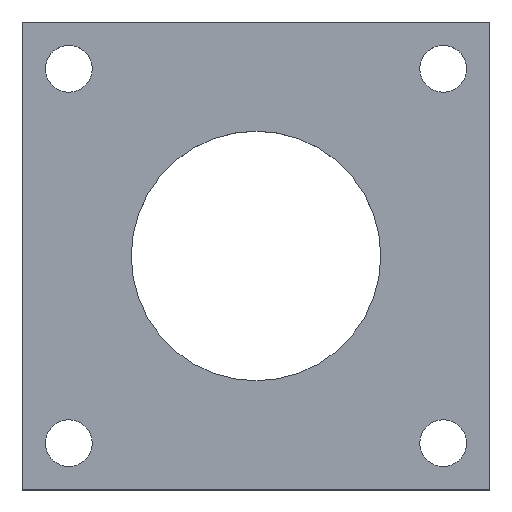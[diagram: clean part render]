
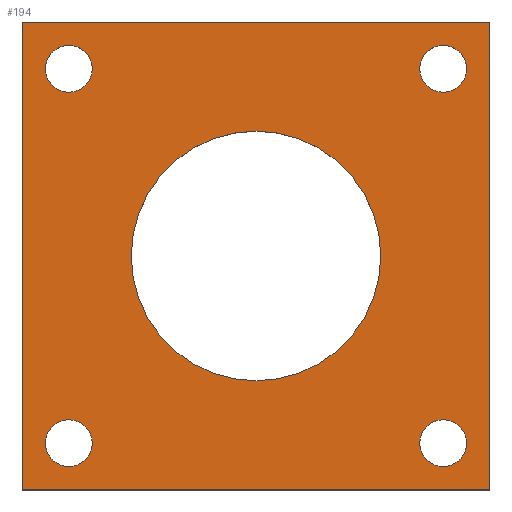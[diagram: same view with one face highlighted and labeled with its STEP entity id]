
A CAD part, top view. The second image highlights one B-rep face of the part: STEP entity #194.
In plain terms, the highlighted planar face has unit normal (0, 0, 1).
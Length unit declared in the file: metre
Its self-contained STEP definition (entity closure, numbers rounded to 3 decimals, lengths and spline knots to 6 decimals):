
#21=LINE('',#321,#33);
#22=LINE('',#324,#34);
#23=LINE('',#326,#35);
#24=LINE('',#328,#36);
#33=VECTOR('',#264,1.);
#34=VECTOR('',#265,1.);
#35=VECTOR('',#266,1.);
#36=VECTOR('',#267,1.);
#50=ORIENTED_EDGE('',*,*,#94,.T.);
#51=ORIENTED_EDGE('',*,*,#95,.F.);
#52=ORIENTED_EDGE('',*,*,#96,.F.);
#53=ORIENTED_EDGE('',*,*,#97,.T.);
#54=ORIENTED_EDGE('',*,*,#98,.T.);
#55=ORIENTED_EDGE('',*,*,#99,.F.);
#56=ORIENTED_EDGE('',*,*,#100,.F.);
#57=ORIENTED_EDGE('',*,*,#101,.T.);
#58=ORIENTED_EDGE('',*,*,#102,.T.);
#94=EDGE_CURVE('',#116,#116,#130,.T.);
#95=EDGE_CURVE('',#117,#117,#131,.T.);
#96=EDGE_CURVE('',#118,#118,#132,.T.);
#97=EDGE_CURVE('',#119,#120,#21,.T.);
#98=EDGE_CURVE('',#120,#121,#22,.T.);
#99=EDGE_CURVE('',#122,#121,#23,.T.);
#100=EDGE_CURVE('',#119,#122,#24,.T.);
#101=EDGE_CURVE('',#123,#123,#133,.T.);
#102=EDGE_CURVE('',#124,#124,#134,.T.);
#116=VERTEX_POINT('',#316);
#117=VERTEX_POINT('',#318);
#118=VERTEX_POINT('',#320);
#119=VERTEX_POINT('',#322);
#120=VERTEX_POINT('',#323);
#121=VERTEX_POINT('',#325);
#122=VERTEX_POINT('',#327);
#123=VERTEX_POINT('',#330);
#124=VERTEX_POINT('',#332);
#130=CIRCLE('',#224,0.008);
#131=CIRCLE('',#225,0.0015);
#132=CIRCLE('',#226,0.0015);
#133=CIRCLE('',#227,0.0015);
#134=CIRCLE('',#228,0.0015);
#141=EDGE_LOOP('',(#50));
#142=EDGE_LOOP('',(#51));
#143=EDGE_LOOP('',(#52));
#144=EDGE_LOOP('',(#53,#54,#55,#56));
#145=EDGE_LOOP('',(#57));
#146=EDGE_LOOP('',(#58));
#167=FACE_BOUND('',#141,.T.);
#168=FACE_BOUND('',#142,.T.);
#169=FACE_BOUND('',#143,.T.);
#170=FACE_BOUND('',#144,.T.);
#171=FACE_BOUND('',#145,.T.);
#172=FACE_BOUND('',#146,.T.);
#188=PLANE('',#223);
#194=ADVANCED_FACE('',(#167,#168,#169,#170,#171,#172),#188,.F.);
#223=AXIS2_PLACEMENT_3D('',#314,#256,#257);
#224=AXIS2_PLACEMENT_3D('',#315,#258,#259);
#225=AXIS2_PLACEMENT_3D('',#317,#260,#261);
#226=AXIS2_PLACEMENT_3D('',#319,#262,#263);
#227=AXIS2_PLACEMENT_3D('',#329,#268,#269);
#228=AXIS2_PLACEMENT_3D('',#331,#270,#271);
#256=DIRECTION('',(0.,0.,-1.));
#257=DIRECTION('',(1.,0.,0.));
#258=DIRECTION('',(0.,0.,-1.));
#259=DIRECTION('',(-1.,0.,0.));
#260=DIRECTION('',(0.,0.,1.));
#261=DIRECTION('',(-1.,0.,0.));
#262=DIRECTION('',(0.,0.,1.));
#263=DIRECTION('',(-1.,0.,0.));
#264=DIRECTION('',(0.,-1.,0.));
#265=DIRECTION('',(1.,0.,0.));
#266=DIRECTION('',(0.,-1.,0.));
#267=DIRECTION('',(1.,0.,0.));
#268=DIRECTION('',(0.,0.,-1.));
#269=DIRECTION('',(-1.,0.,0.));
#270=DIRECTION('',(0.,0.,-1.));
#271=DIRECTION('',(-1.,0.,0.));
#314=CARTESIAN_POINT('',(0.,-0.0324,0.5));
#315=CARTESIAN_POINT('',(0.,-0.0324,0.5));
#316=CARTESIAN_POINT('',(-0.008,-0.0324,0.5));
#317=CARTESIAN_POINT('',(-0.012,-0.0204,0.5));
#318=CARTESIAN_POINT('',(-0.0135,-0.0204,0.5));
#319=CARTESIAN_POINT('',(0.012,-0.0444,0.5));
#320=CARTESIAN_POINT('',(0.0105,-0.0444,0.5));
#321=CARTESIAN_POINT('',(-0.015,-0.0324,0.5));
#322=CARTESIAN_POINT('',(-0.015,-0.0174,0.5));
#323=CARTESIAN_POINT('',(-0.015,-0.0474,0.5));
#324=CARTESIAN_POINT('',(0.,-0.0474,0.5));
#325=CARTESIAN_POINT('',(0.015,-0.0474,0.5));
#326=CARTESIAN_POINT('',(0.015,-0.0324,0.5));
#327=CARTESIAN_POINT('',(0.015,-0.0174,0.5));
#328=CARTESIAN_POINT('',(0.,-0.0174,0.5));
#329=CARTESIAN_POINT('',(-0.012,-0.0444,0.5));
#330=CARTESIAN_POINT('',(-0.0135,-0.0444,0.5));
#331=CARTESIAN_POINT('',(0.012,-0.0204,0.5));
#332=CARTESIAN_POINT('',(0.0105,-0.0204,0.5));
